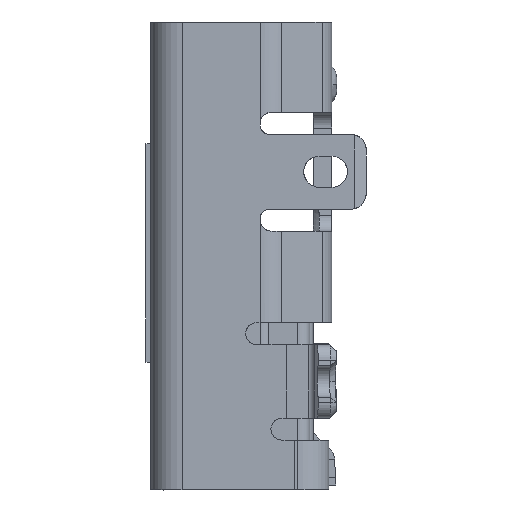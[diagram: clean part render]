
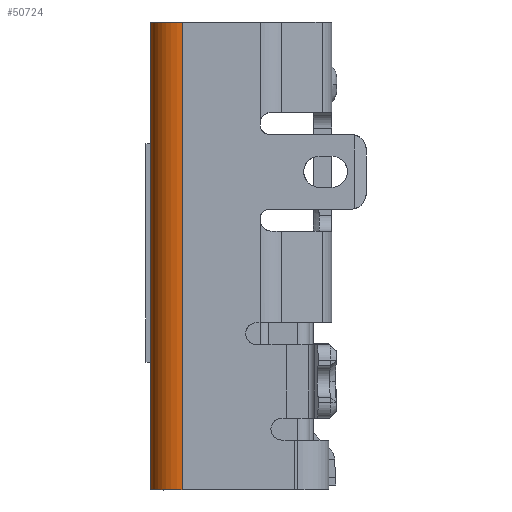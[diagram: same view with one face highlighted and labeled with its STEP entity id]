
A CAD part, left-side view. The second image highlights one B-rep face of the part: STEP entity #50724.
In plain terms, the highlighted cylindrical face has radius 0.5 mm (diameter 1 mm), a partial arc.
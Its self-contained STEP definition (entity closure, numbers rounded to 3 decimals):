
#671 = ORIENTED_EDGE ( 'NONE', *, *, #26171, .T. ) ;
#1703 = CARTESIAN_POINT ( 'NONE',  ( -2.75, -0.5, 0. ) ) ;
#2223 = AXIS2_PLACEMENT_3D ( 'NONE', #1703, #6782, #63039 ) ;
#2618 = VERTEX_POINT ( 'NONE', #14173 ) ;
#3441 = DIRECTION ( 'NONE',  ( -1., 0., 0. ) ) ;
#4250 = VERTEX_POINT ( 'NONE', #49082 ) ;
#5030 = ORIENTED_EDGE ( 'NONE', *, *, #20446, .T. ) ;
#6782 = DIRECTION ( 'NONE',  ( 0., 0., -1. ) ) ;
#8972 = AXIS2_PLACEMENT_3D ( 'NONE', #53401, #63707, #3441 ) ;
#9213 = DIRECTION ( 'NONE',  ( 0., 0., 1. ) ) ;
#14173 = CARTESIAN_POINT ( 'NONE',  ( -2.75, 0., -7.5 ) ) ;
#20446 = EDGE_CURVE ( 'NONE', #4250, #20474, #37789, .T. ) ;
#20474 = VERTEX_POINT ( 'NONE', #33936 ) ;
#26171 = EDGE_CURVE ( 'NONE', #2618, #51592, #30942, .T. ) ;
#27222 = EDGE_LOOP ( 'NONE', ( #46679, #671, #54184, #5030 ) ) ;
#28227 = EDGE_CURVE ( 'NONE', #51592, #4250, #57426, .T. ) ;
#30942 = LINE ( 'NONE', #55800, #47545 ) ;
#33936 = CARTESIAN_POINT ( 'NONE',  ( -3.25, -0.5, -7.5 ) ) ;
#35181 = EDGE_CURVE ( 'NONE', #20474, #2618, #57768, .T. ) ;
#37789 = LINE ( 'NONE', #58532, #65442 ) ;
#43454 = FACE_OUTER_BOUND ( 'NONE', #27222, .T. ) ;
#44001 = CARTESIAN_POINT ( 'NONE',  ( -2.75, -0.5, 0. ) ) ;
#44228 = DIRECTION ( 'NONE',  ( -1., 0., 0. ) ) ;
#46679 = ORIENTED_EDGE ( 'NONE', *, *, #35181, .T. ) ;
#47545 = VECTOR ( 'NONE', #61070, 1000. ) ;
#49082 = CARTESIAN_POINT ( 'NONE',  ( -3.25, -0.5, 0. ) ) ;
#50724 = ADVANCED_FACE ( 'NONE', ( #43454 ), #52869, .F. ) ;
#51592 = VERTEX_POINT ( 'NONE', #55051 ) ;
#52869 = CYLINDRICAL_SURFACE ( 'NONE', #2223, 0.5 ) ;
#53401 = CARTESIAN_POINT ( 'NONE',  ( -2.75, -0.5, -7.5 ) ) ;
#53671 = DIRECTION ( 'NONE',  ( 0., 0., -1. ) ) ;
#54184 = ORIENTED_EDGE ( 'NONE', *, *, #28227, .T. ) ;
#55051 = CARTESIAN_POINT ( 'NONE',  ( -2.75, 0., 0. ) ) ;
#55800 = CARTESIAN_POINT ( 'NONE',  ( -2.75, 0., -3.75 ) ) ;
#57426 = CIRCLE ( 'NONE', #63859, 0.5 ) ;
#57768 = CIRCLE ( 'NONE', #8972, 0.5 ) ;
#58532 = CARTESIAN_POINT ( 'NONE',  ( -3.25, -0.5, -3.75 ) ) ;
#61070 = DIRECTION ( 'NONE',  ( 0., 0., 1. ) ) ;
#63039 = DIRECTION ( 'NONE',  ( -1., 0., 0. ) ) ;
#63707 = DIRECTION ( 'NONE',  ( 0., 0., -1. ) ) ;
#63859 = AXIS2_PLACEMENT_3D ( 'NONE', #44001, #9213, #44228 ) ;
#65442 = VECTOR ( 'NONE', #53671, 1000. ) ;
